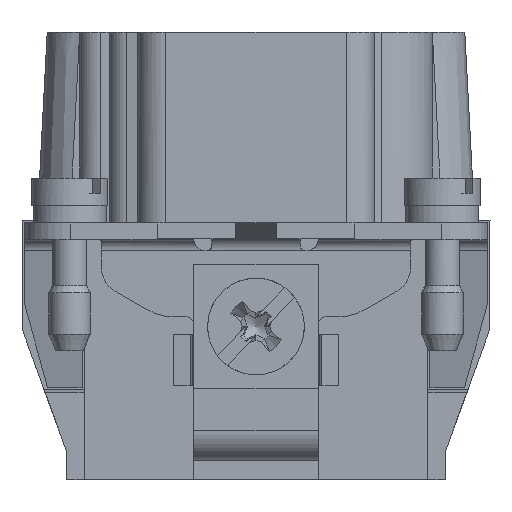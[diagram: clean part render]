
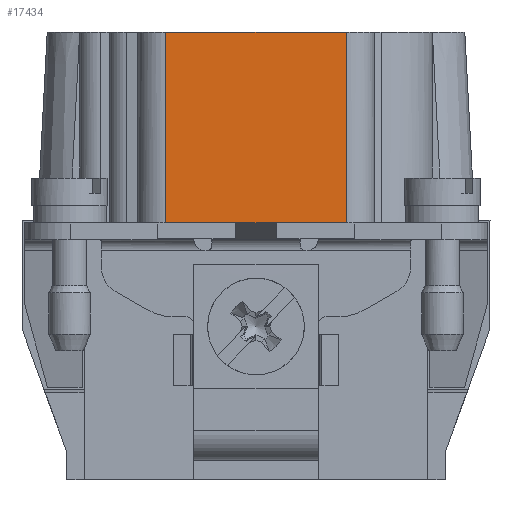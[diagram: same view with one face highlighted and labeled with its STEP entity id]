
A CAD part, left-side view. The second image highlights one B-rep face of the part: STEP entity #17434.
In plain terms, the highlighted planar face has unit normal (-1, 0, 0).
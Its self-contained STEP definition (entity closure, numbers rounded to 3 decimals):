
#17434=ADVANCED_FACE('',(#22796),#20778,.T.);
#20778=PLANE('',#82414);
#22796=FACE_OUTER_BOUND('',#26076,.T.);
#26076=EDGE_LOOP('',(#33716,#33717,#33718,#33719));
#33716=ORIENTED_EDGE('',*,*,#55124,.T.);
#33717=ORIENTED_EDGE('',*,*,#57303,.T.);
#33718=ORIENTED_EDGE('',*,*,#57189,.F.);
#33719=ORIENTED_EDGE('',*,*,#57304,.T.);
#48944=VERTEX_POINT('',#107843);
#48953=VERTEX_POINT('',#107860);
#50630=VERTEX_POINT('',#112715);
#50631=VERTEX_POINT('',#112717);
#55124=EDGE_CURVE('',#48944,#48953,#67771,.T.);
#57189=EDGE_CURVE('',#50630,#50631,#69285,.T.);
#57303=EDGE_CURVE('',#48953,#50631,#69365,.T.);
#57304=EDGE_CURVE('',#50630,#48944,#69366,.T.);
#67771=LINE('',#107861,#73321);
#69285=LINE('',#112716,#74835);
#69365=LINE('',#112975,#74915);
#69366=LINE('',#112976,#74916);
#73321=VECTOR('',#87325,1.);
#74835=VECTOR('',#90155,1.);
#74915=VECTOR('',#90365,1.);
#74916=VECTOR('',#90366,1.);
#82414=AXIS2_PLACEMENT_3D('',#112977,#90367,#90368);
#87325=DIRECTION('',(0.,-1.,0.));
#90155=DIRECTION('',(0.,-1.,0.));
#90365=DIRECTION('',(0.,0.,1.));
#90366=DIRECTION('',(0.,0.,-1.));
#90367=DIRECTION('',(-1.,0.,0.));
#90368=DIRECTION('',(0.,0.,-1.));
#107843=CARTESIAN_POINT('',(-55.009,6.55,-1.185));
#107860=CARTESIAN_POINT('',(-55.009,-6.55,-1.185));
#107861=CARTESIAN_POINT('',(-55.009,8.55,-1.185));
#112715=CARTESIAN_POINT('',(-55.009,6.55,12.615));
#112716=CARTESIAN_POINT('',(-55.009,8.55,12.615));
#112717=CARTESIAN_POINT('',(-55.009,-6.55,12.615));
#112975=CARTESIAN_POINT('',(-55.009,-6.55,12.615));
#112976=CARTESIAN_POINT('',(-55.009,6.55,12.615));
#112977=CARTESIAN_POINT('',(-55.009,8.55,12.615));
